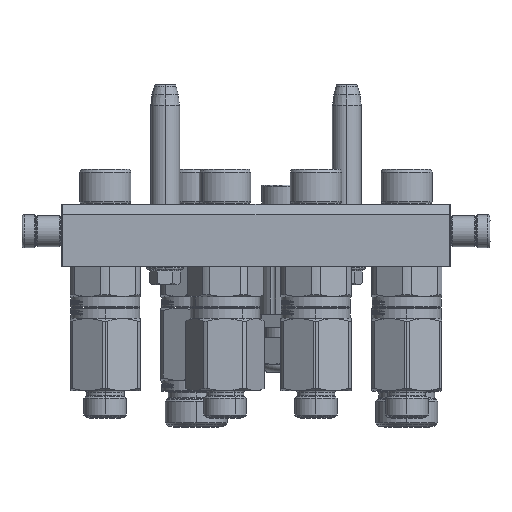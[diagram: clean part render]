
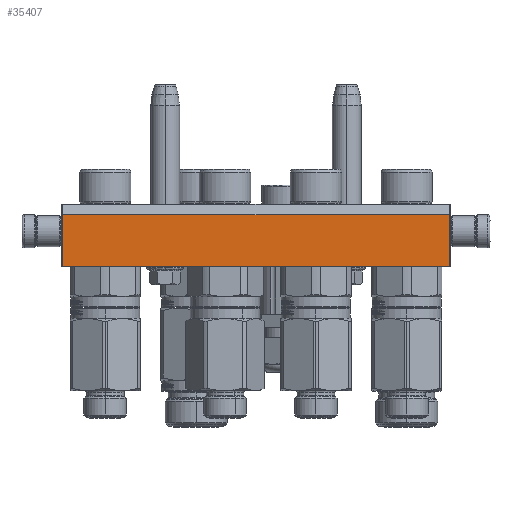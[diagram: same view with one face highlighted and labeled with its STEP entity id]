
A CAD part, left-side view. The second image highlights one B-rep face of the part: STEP entity #35407.
In plain terms, the highlighted face is planar.
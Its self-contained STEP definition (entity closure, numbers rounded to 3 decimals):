
#1651 = CARTESIAN_POINT ( 'NONE',  ( 94., -15., -45. ) ) ;
#8725 = DIRECTION ( 'NONE',  ( 0., 0., -1. ) ) ;
#10657 = ORIENTED_EDGE ( 'NONE', *, *, #13285, .F. ) ;
#13285 = EDGE_CURVE ( 'NONE', #49783, #43307, #56357, .T. ) ;
#18079 = DIRECTION ( 'NONE',  ( 1., 0., 0. ) ) ;
#18094 = VECTOR ( 'NONE', #38855, 1000. ) ;
#18706 = VERTEX_POINT ( 'NONE', #33302 ) ;
#25807 = VECTOR ( 'NONE', #29148, 1000. ) ;
#26146 = CARTESIAN_POINT ( 'NONE',  ( 93.5, 15., -45. ) ) ;
#26245 = CARTESIAN_POINT ( 'NONE',  ( 93.5, -10., -45. ) ) ;
#26992 = ORIENTED_EDGE ( 'NONE', *, *, #76212, .F. ) ;
#29148 = DIRECTION ( 'NONE',  ( 0., 1., 0. ) ) ;
#31006 = CARTESIAN_POINT ( 'NONE',  ( -93.5, -10., -45. ) ) ;
#31322 = VECTOR ( 'NONE', #18079, 1000. ) ;
#32273 = CARTESIAN_POINT ( 'NONE',  ( 93.5, 15., -45. ) ) ;
#33302 = CARTESIAN_POINT ( 'NONE',  ( -93.5, 15., -45. ) ) ;
#35407 = ADVANCED_FACE ( 'NONE', ( #59301 ), #79120, .T. ) ;
#35957 = CARTESIAN_POINT ( 'NONE',  ( -93.5, -10., -45. ) ) ;
#36835 = LINE ( 'NONE', #68016, #25807 ) ;
#38855 = DIRECTION ( 'NONE',  ( 0., 1., 0. ) ) ;
#39252 = DIRECTION ( 'NONE',  ( -1., 0., 0. ) ) ;
#40170 = ORIENTED_EDGE ( 'NONE', *, *, #59110, .F. ) ;
#41831 = EDGE_CURVE ( 'NONE', #58874, #18706, #36835, .T. ) ;
#42441 = CARTESIAN_POINT ( 'NONE',  ( 93.5, -10., -45. ) ) ;
#43307 = VERTEX_POINT ( 'NONE', #26146 ) ;
#43370 = LINE ( 'NONE', #31006, #31322 ) ;
#47844 = VECTOR ( 'NONE', #39252, 1000. ) ;
#49783 = VERTEX_POINT ( 'NONE', #42441 ) ;
#54260 = EDGE_LOOP ( 'NONE', ( #40170, #10657, #26992, #81302 ) ) ;
#56357 = LINE ( 'NONE', #26245, #18094 ) ;
#58874 = VERTEX_POINT ( 'NONE', #35957 ) ;
#59110 = EDGE_CURVE ( 'NONE', #43307, #18706, #59983, .T. ) ;
#59301 = FACE_OUTER_BOUND ( 'NONE', #54260, .T. ) ;
#59983 = LINE ( 'NONE', #32273, #47844 ) ;
#60222 = DIRECTION ( 'NONE',  ( -1., 0., 0. ) ) ;
#68016 = CARTESIAN_POINT ( 'NONE',  ( -93.5, -10., -45. ) ) ;
#76016 = AXIS2_PLACEMENT_3D ( 'NONE', #1651, #8725, #60222 ) ;
#76212 = EDGE_CURVE ( 'NONE', #58874, #49783, #43370, .T. ) ;
#79120 = PLANE ( 'NONE',  #76016 ) ;
#81302 = ORIENTED_EDGE ( 'NONE', *, *, #41831, .T. ) ;
